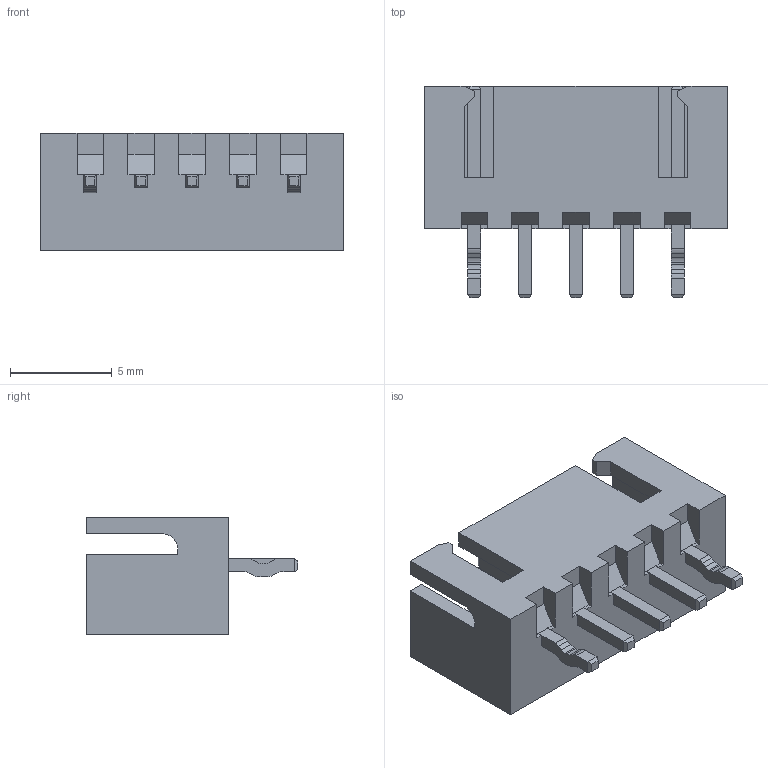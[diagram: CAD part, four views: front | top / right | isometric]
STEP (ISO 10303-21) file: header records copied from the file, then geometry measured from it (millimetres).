
FILE_DESCRIPTION (( 'STEP AP214' ), '1' );
FILE_NAME ('983784A7-4B9B-47DB-BB22-6B07B32BE7F6.STEP', '2024-12-21T21:35:22', ( '' ), ( '' ), 'SwSTEP 2.0', 'SolidWorks 2022', '' );
FILE_SCHEMA (( 'AUTOMOTIVE_DESIGN' ));
Length unit declared in the file: millimetre
Products named in the file (1): 983784A7-4B9B-47DB-BB22-6B07B32BE7F6
Bounding box: 14.9 x 10.4 x 5.75 mm (x, y, z)
Surface area: 790.9 mm2 (no closed solid volume)
Topology: 0 solids, 6 shells, 164 faces, 461 edges, 304 vertices
Faces by surface type: plane 146, cylinder 18
Entity records: 6983 total; most frequent: CARTESIAN_POINT 930, ORIENTED_EDGE 872, DIRECTION 827, EDGE_CURVE 461, VECTOR 425, LINE 425, VERTEX_POINT 304, AXIS2_PLACEMENT_3D 201
